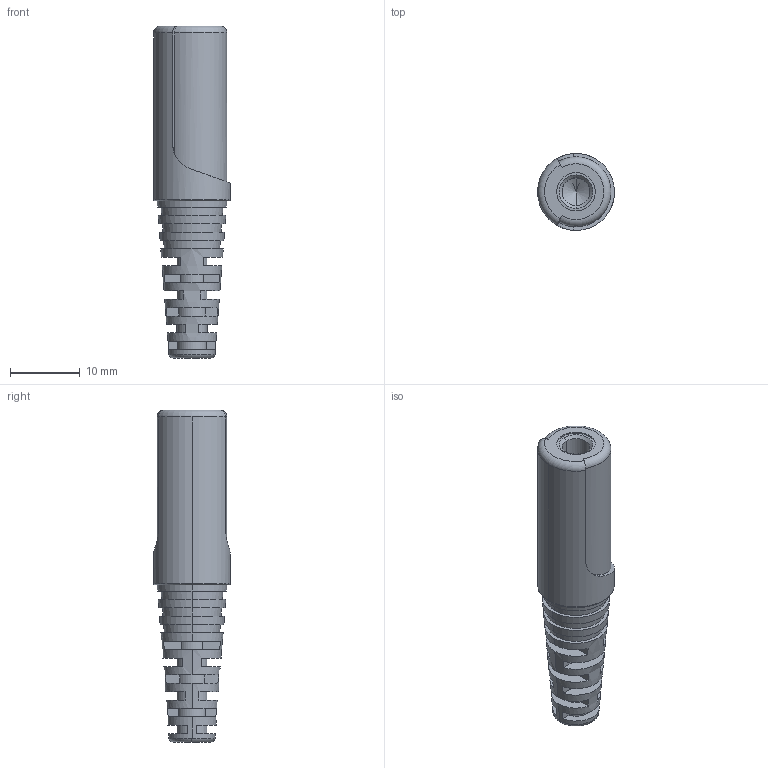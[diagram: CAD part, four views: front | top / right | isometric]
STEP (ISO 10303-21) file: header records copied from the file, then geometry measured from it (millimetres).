
FILE_DESCRIPTION((''),'2;1');
FILE_NAME('2133_KU_92_L_ASM','2015-03-11T',('tosc'),(''),'PRO/ENGINEER BY PARAMETRIC TECHNOLOGY CORPORATION, 2013230','PRO/ENGINEER BY PARAMETRIC TECHNOLOGY CORPORATION, 2013230','');
FILE_SCHEMA(('CONFIG_CONTROL_DESIGN'));
Length unit declared in the file: millimetre
Products named in the file (1): 2133_KU_92_L_ASM
Bounding box: 11 x 11 x 47.5 mm (x, y, z)
Surface area: 3460.1 mm2 (no closed solid volume)
Topology: 0 solids, 2 shells, 183 faces, 463 edges, 297 vertices
Faces by surface type: plane 90, cylinder 45, cone 42, torus 6
Entity records: 5791 total; most frequent: CARTESIAN_POINT 1279, DIRECTION 940, ORIENTED_EDGE 918, EDGE_CURVE 459, AXIS2_PLACEMENT_3D 370, VERTEX_POINT 297, EDGE_LOOP 204, VECTOR 200
